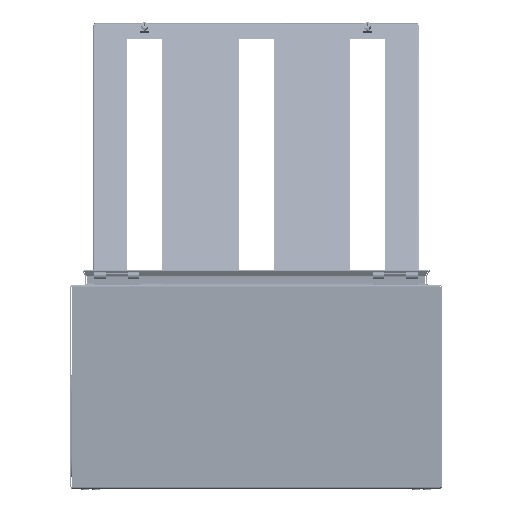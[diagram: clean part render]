
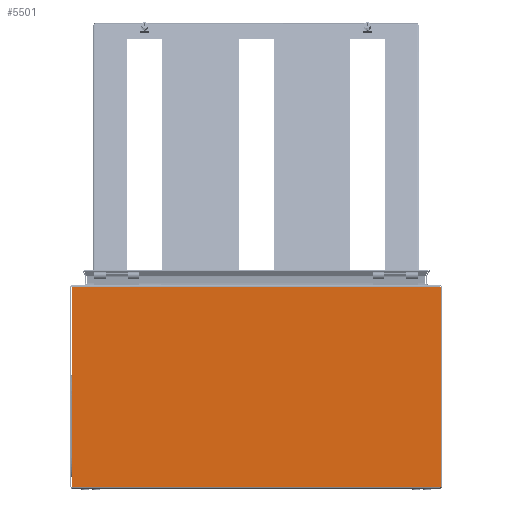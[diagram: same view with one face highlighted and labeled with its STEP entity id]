
A CAD part, front view. The second image highlights one B-rep face of the part: STEP entity #5501.
In plain terms, the highlighted planar face has unit normal (0, -1, 0).
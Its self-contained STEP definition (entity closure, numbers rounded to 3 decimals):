
#5501 = ADVANCED_FACE ( 'NONE', ( #139516 ), #139519, .F. ) ;
#44570 = VECTOR ( 'NONE', #56737, 1000. ) ;
#44575 = VECTOR ( 'NONE', #56732, 1000. ) ;
#44579 = VECTOR ( 'NONE', #56734, 1000. ) ;
#44581 = VECTOR ( 'NONE', #56725, 1000. ) ;
#56713 = LINE ( 'NONE', #56733, #44579 ) ;
#56723 = LINE ( 'NONE', #56724, #44581 ) ;
#56724 = CARTESIAN_POINT ( 'NONE',  ( -248.5, -250., 1.5 ) ) ;
#56725 = DIRECTION ( 'NONE',  ( -1., 0., 0. ) ) ;
#56729 = LINE ( 'NONE', #56731, #44575 ) ;
#56731 = CARTESIAN_POINT ( 'NONE',  ( 247.793, -250., 270.5 ) ) ;
#56732 = DIRECTION ( 'NONE',  ( -1., 0., 0. ) ) ;
#56733 = CARTESIAN_POINT ( 'NONE',  ( -248.4, -250., 1.5 ) ) ;
#56734 = DIRECTION ( 'NONE',  ( 0., 0., 1. ) ) ;
#56735 = LINE ( 'NONE', #56736, #44570 ) ;
#56736 = CARTESIAN_POINT ( 'NONE',  ( 248.4, -250., 1.5 ) ) ;
#56737 = DIRECTION ( 'NONE',  ( 0., 0., 1. ) ) ;
#77290 = ORIENTED_EDGE ( 'NONE', *, *, #147509, .T. ) ;
#77291 = ORIENTED_EDGE ( 'NONE', *, *, #147512, .F. ) ;
#77293 = ORIENTED_EDGE ( 'NONE', *, *, #147503, .F. ) ;
#77295 = ORIENTED_EDGE ( 'NONE', *, *, #147514, .T. ) ;
#84635 = CARTESIAN_POINT ( 'NONE',  ( 248.4, -250., 1.5 ) ) ;
#84641 = CARTESIAN_POINT ( 'NONE',  ( 248.4, -250., 270.5 ) ) ;
#84673 = CARTESIAN_POINT ( 'NONE',  ( -248.4, -250., 1.5 ) ) ;
#84685 = CARTESIAN_POINT ( 'NONE',  ( -248.4, -250., 270.5 ) ) ;
#126427 = VERTEX_POINT ( 'NONE', #84635 ) ;
#126436 = VERTEX_POINT ( 'NONE', #84641 ) ;
#126484 = VERTEX_POINT ( 'NONE', #84673 ) ;
#126502 = VERTEX_POINT ( 'NONE', #84685 ) ;
#139506 = CARTESIAN_POINT ( 'NONE',  ( -248.5, -250., 272. ) ) ;
#139516 = FACE_OUTER_BOUND ( 'NONE', #143589, .T. ) ;
#139519 = PLANE ( 'NONE',  #151807 ) ;
#139528 = DIRECTION ( 'NONE',  ( 0., 1., 0. ) ) ;
#139531 = DIRECTION ( 'NONE',  ( 0., 0., 1. ) ) ;
#143589 = EDGE_LOOP ( 'NONE', ( #77290, #77291, #77293, #77295 ) ) ;
#147503 = EDGE_CURVE ( 'NONE', #126427, #126484, #56723, .T. ) ;
#147509 = EDGE_CURVE ( 'NONE', #126436, #126502, #56729, .T. ) ;
#147512 = EDGE_CURVE ( 'NONE', #126484, #126502, #56713, .T. ) ;
#147514 = EDGE_CURVE ( 'NONE', #126427, #126436, #56735, .T. ) ;
#151807 = AXIS2_PLACEMENT_3D ( 'NONE', #139506, #139528, #139531 ) ;
